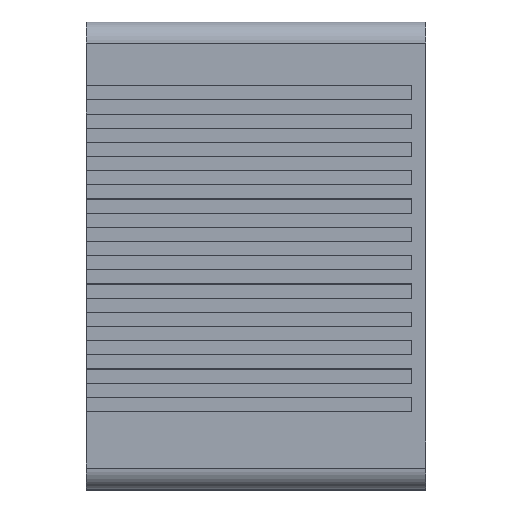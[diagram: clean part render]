
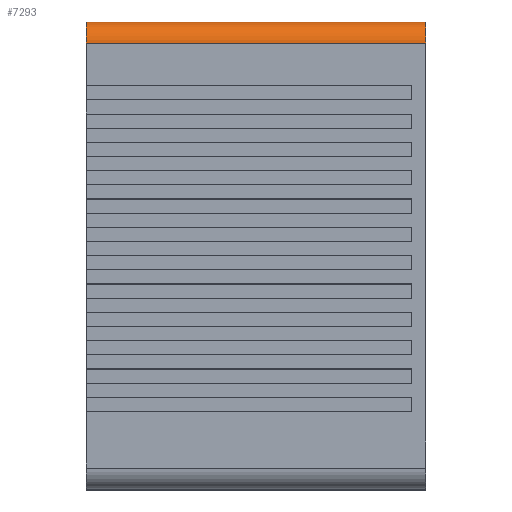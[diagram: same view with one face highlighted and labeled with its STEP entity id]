
A CAD part, top view. The second image highlights one B-rep face of the part: STEP entity #7293.
In plain terms, the highlighted cylindrical face has radius 3 mm (diameter 6 mm), a partial arc.
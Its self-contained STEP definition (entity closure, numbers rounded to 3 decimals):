
#279=CARTESIAN_POINT('',(-46.,30.,27.));
#280=DIRECTION('',(1.,0.,0.));
#281=DIRECTION('',(0.,1.,0.));
#282=AXIS2_PLACEMENT_3D('',#279,#280,#281);
#1109=CARTESIAN_POINT('',(2.,30.,27.));
#1110=DIRECTION('',(-1.,0.,0.));
#1111=DIRECTION('',(0.,0.,1.));
#1112=AXIS2_PLACEMENT_3D('',#1109,#1110,#1111);
#1446=DIRECTION('',(-1.,0.,0.));
#1447=VECTOR('',#1446,48.);
#1448=CARTESIAN_POINT('',(2.,30.,30.));
#1449=LINE('',#1448,#1447);
#1450=DIRECTION('',(1.,0.,0.));
#1451=VECTOR('',#1450,48.);
#1452=CARTESIAN_POINT('',(-46.,33.,27.));
#1453=LINE('',#1452,#1451);
#4799=CARTESIAN_POINT('',(2.,33.,27.));
#4800=VERTEX_POINT('',#4799);
#4801=CARTESIAN_POINT('',(-46.,33.,27.));
#4802=VERTEX_POINT('',#4801);
#4877=CARTESIAN_POINT('',(-46.,30.,30.));
#4878=VERTEX_POINT('',#4877);
#5077=CARTESIAN_POINT('',(2.,30.,30.));
#5078=VERTEX_POINT('',#5077);
#7281=CARTESIAN_POINT('',(2.154,30.,27.));
#7282=DIRECTION('',(-1.,0.,0.));
#7283=DIRECTION('',(0.,0.,1.));
#7284=AXIS2_PLACEMENT_3D('',#7281,#7282,#7283);
#7285=CYLINDRICAL_SURFACE('',#7284,3.);
#7287=ORIENTED_EDGE('',*,*,#7286,.T.);
#7288=ORIENTED_EDGE('',*,*,#5921,.F.);
#7289=ORIENTED_EDGE('',*,*,#6832,.T.);
#7290=ORIENTED_EDGE('',*,*,#7006,.F.);
#7291=EDGE_LOOP('',(#7287,#7288,#7289,#7290));
#7292=FACE_OUTER_BOUND('',#7291,.F.);
#7293=ADVANCED_FACE('',(#7292),#7285,.T.);
#283=CIRCLE('',#282,3.);
#1113=CIRCLE('',#1112,3.);
#5921=EDGE_CURVE('',#4802,#4878,#283,.T.);
#6832=EDGE_CURVE('',#4802,#4800,#1453,.T.);
#7006=EDGE_CURVE('',#5078,#4800,#1113,.T.);
#7286=EDGE_CURVE('',#5078,#4878,#1449,.T.);
